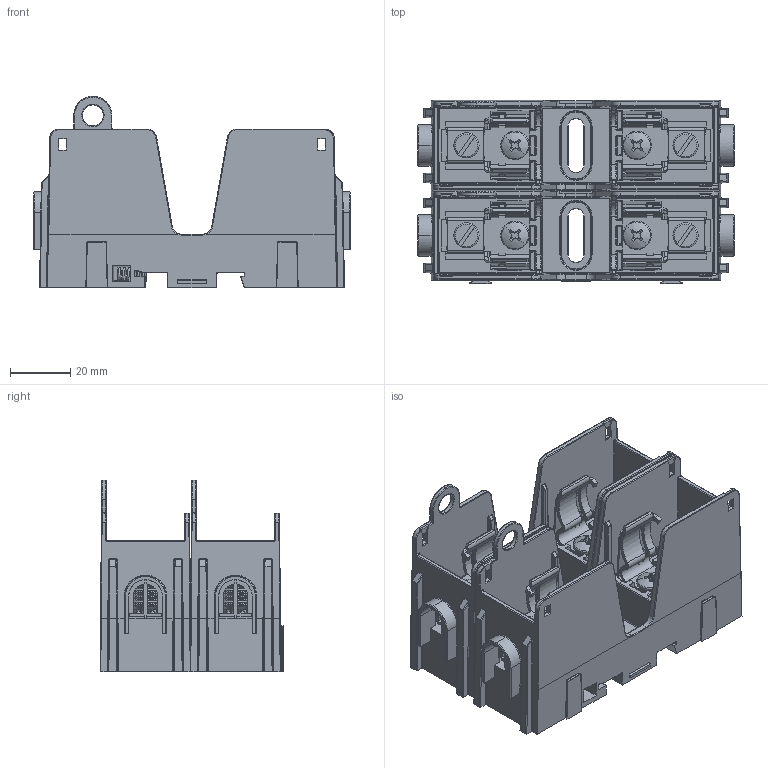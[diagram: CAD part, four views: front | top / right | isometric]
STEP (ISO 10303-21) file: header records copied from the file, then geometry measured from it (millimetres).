
FILE_DESCRIPTION (( 'STEP AP214' ), '1' );
FILE_NAME ('OUT-380443-2.STEP', '2024-02-26T22:02:26', ( '' ), ( '' ), 'SwSTEP 2.0', 'SolidWorks 2021', '' );
FILE_SCHEMA (( 'AUTOMOTIVE_DESIGN' ));
Length unit declared in the file: inch
Products named in the file (9): 410045; 220034_2022N118; 370037_WITH REINFORCING SPRING; 330832_OVER CLIP; C08970; 360384_WITH REINFORCING SPRING; OUT-380443-2; F08936_90272A147; 310170
Assembly tree (16 placements, depth 3):
  OUT-380443-2
    410045  x2
    360384_WITH REINFORCING SPRING  x4
      370037_WITH REINFORCING SPRING
      C08970
      310170
      330832_OVER CLIP
    F08936_90272A147  x4
    220034_2022N118  x2
Bounding box: 105.4 x 60.96 x 63.75 mm (x, y, z)
Volume: 93045.5 mm3; surface area: 91446.4 mm2
Topology: 24 solids, 24 shells, 3728 faces, 9114 edges, 5440 vertices
Faces by surface type: plane 1514, cylinder 1338, bspline 296, sphere 296, cone 256, torus 28
Entity records: 48532 total; most frequent: CARTESIAN_POINT 16294, ORIENTED_EDGE 7018, DIRECTION 6350, EDGE_CURVE 3509, AXIS2_PLACEMENT_3D 2188, VERTEX_POINT 2090, LINE 1974, VECTOR 1974
